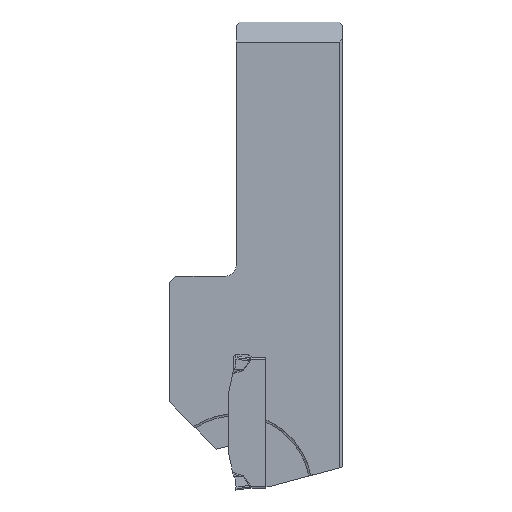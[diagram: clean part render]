
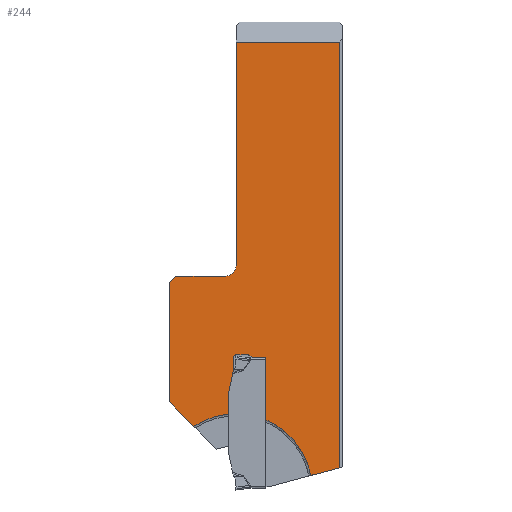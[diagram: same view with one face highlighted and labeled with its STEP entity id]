
A CAD part, left-side view. The second image highlights one B-rep face of the part: STEP entity #244.
In plain terms, the highlighted planar face has unit normal (-1, 0, 0).
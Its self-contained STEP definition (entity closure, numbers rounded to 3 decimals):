
#244=ADVANCED_FACE('SHANK_FACE_INSIDE',(#404),#349,.F.);
#349=PLANE('',#2045);
#404=FACE_OUTER_BOUND('',#511,.T.);
#511=EDGE_LOOP('',(#938,#939,#940,#941,#942,#943,#944,#945,#946,#947,#948,
#949,#950,#951,#952,#953,#954,#955,#956,#957));
#626=LINE('',#2693,#777);
#627=LINE('',#2695,#778);
#628=LINE('',#2697,#779);
#629=LINE('',#2701,#780);
#630=LINE('',#2705,#781);
#631=LINE('',#2707,#782);
#632=LINE('',#2709,#783);
#633=LINE('',#2710,#784);
#634=LINE('',#2712,#785);
#635=LINE('',#2714,#786);
#636=LINE('',#2716,#787);
#637=LINE('',#2720,#788);
#638=LINE('',#2722,#789);
#639=LINE('',#2724,#790);
#640=LINE('',#2726,#791);
#777=VECTOR('',#2205,1.);
#778=VECTOR('',#2206,1.);
#779=VECTOR('',#2207,1.);
#780=VECTOR('',#2210,1.);
#781=VECTOR('',#2213,1.);
#782=VECTOR('',#2214,1.);
#783=VECTOR('',#2215,1.);
#784=VECTOR('',#2216,1.);
#785=VECTOR('',#2217,1.);
#786=VECTOR('',#2218,1.);
#787=VECTOR('',#2219,1.);
#788=VECTOR('',#2222,1.);
#789=VECTOR('',#2223,1.);
#790=VECTOR('',#2224,1.);
#791=VECTOR('',#2225,1.);
#938=ORIENTED_EDGE('',*,*,#1676,.T.);
#939=ORIENTED_EDGE('',*,*,#1677,.T.);
#940=ORIENTED_EDGE('',*,*,#1678,.T.);
#941=ORIENTED_EDGE('',*,*,#1679,.T.);
#942=ORIENTED_EDGE('',*,*,#1680,.T.);
#943=ORIENTED_EDGE('',*,*,#1681,.T.);
#944=ORIENTED_EDGE('',*,*,#1682,.T.);
#945=ORIENTED_EDGE('',*,*,#1683,.T.);
#946=ORIENTED_EDGE('',*,*,#1684,.F.);
#947=ORIENTED_EDGE('',*,*,#1685,.T.);
#948=ORIENTED_EDGE('',*,*,#1659,.T.);
#949=ORIENTED_EDGE('',*,*,#1686,.T.);
#950=ORIENTED_EDGE('',*,*,#1687,.T.);
#951=ORIENTED_EDGE('',*,*,#1688,.F.);
#952=ORIENTED_EDGE('',*,*,#1689,.T.);
#953=ORIENTED_EDGE('',*,*,#1690,.T.);
#954=ORIENTED_EDGE('',*,*,#1691,.T.);
#955=ORIENTED_EDGE('',*,*,#1692,.T.);
#956=ORIENTED_EDGE('',*,*,#1693,.T.);
#957=ORIENTED_EDGE('',*,*,#1694,.F.);
#1481=VERTEX_POINT('',#2604);
#1482=VERTEX_POINT('',#2605);
#1496=VERTEX_POINT('',#2691);
#1497=VERTEX_POINT('',#2692);
#1498=VERTEX_POINT('',#2694);
#1499=VERTEX_POINT('',#2696);
#1500=VERTEX_POINT('',#2698);
#1501=VERTEX_POINT('',#2700);
#1502=VERTEX_POINT('',#2702);
#1503=VERTEX_POINT('',#2704);
#1504=VERTEX_POINT('',#2706);
#1505=VERTEX_POINT('',#2708);
#1506=VERTEX_POINT('',#2711);
#1507=VERTEX_POINT('',#2713);
#1508=VERTEX_POINT('',#2715);
#1509=VERTEX_POINT('',#2717);
#1510=VERTEX_POINT('',#2719);
#1511=VERTEX_POINT('',#2721);
#1512=VERTEX_POINT('',#2723);
#1513=VERTEX_POINT('',#2725);
#1659=EDGE_CURVE('',#1481,#1482,#1937,.T.);
#1676=EDGE_CURVE('',#1496,#1497,#1940,.T.);
#1677=EDGE_CURVE('',#1497,#1498,#626,.T.);
#1678=EDGE_CURVE('',#1498,#1499,#627,.T.);
#1679=EDGE_CURVE('',#1499,#1500,#628,.T.);
#1680=EDGE_CURVE('',#1500,#1501,#1941,.T.);
#1681=EDGE_CURVE('',#1501,#1502,#629,.T.);
#1682=EDGE_CURVE('',#1502,#1503,#1942,.T.);
#1683=EDGE_CURVE('',#1503,#1504,#630,.T.);
#1684=EDGE_CURVE('',#1505,#1504,#631,.T.);
#1685=EDGE_CURVE('',#1505,#1481,#632,.T.);
#1686=EDGE_CURVE('',#1482,#1506,#633,.T.);
#1687=EDGE_CURVE('',#1506,#1507,#634,.T.);
#1688=EDGE_CURVE('',#1508,#1507,#635,.T.);
#1689=EDGE_CURVE('',#1508,#1509,#636,.T.);
#1690=EDGE_CURVE('',#1509,#1510,#1943,.T.);
#1691=EDGE_CURVE('',#1510,#1511,#637,.T.);
#1692=EDGE_CURVE('',#1511,#1512,#638,.T.);
#1693=EDGE_CURVE('',#1512,#1513,#639,.T.);
#1694=EDGE_CURVE('',#1496,#1513,#640,.T.);
#1937=CIRCLE('',#2034,11.412);
#1940=CIRCLE('',#2041,11.412);
#1941=CIRCLE('',#2042,0.5);
#1942=CIRCLE('',#2043,0.5);
#1943=CIRCLE('',#2044,1.6);
#2034=AXIS2_PLACEMENT_3D('',#2603,#2179,#2180);
#2041=AXIS2_PLACEMENT_3D('',#2690,#2203,#2204);
#2042=AXIS2_PLACEMENT_3D('',#2699,#2208,#2209);
#2043=AXIS2_PLACEMENT_3D('',#2703,#2211,#2212);
#2044=AXIS2_PLACEMENT_3D('',#2718,#2220,#2221);
#2045=AXIS2_PLACEMENT_3D('',#2727,#2226,#2227);
#2179=DIRECTION('',(1.,0.,0.));
#2180=DIRECTION('',(0.,0.,-1.));
#2203=DIRECTION('',(1.,0.,0.));
#2204=DIRECTION('',(0.,0.,-1.));
#2205=DIRECTION('',(0.,0.,1.));
#2206=DIRECTION('',(0.,-0.208,0.978));
#2207=DIRECTION('',(0.,0.,1.));
#2208=DIRECTION('',(1.,0.,0.));
#2209=DIRECTION('',(0.,0.,-1.));
#2210=DIRECTION('',(0.,-1.,0.));
#2211=DIRECTION('',(1.,0.,0.));
#2212=DIRECTION('',(0.,0.,-1.));
#2213=DIRECTION('',(0.,-0.757,-0.653));
#2214=DIRECTION('',(0.,1.,0.));
#2215=DIRECTION('',(0.,0.,-1.));
#2216=DIRECTION('',(0.,-0.966,0.259));
#2217=DIRECTION('',(0.,0.,1.));
#2218=DIRECTION('',(0.,-1.,0.));
#2219=DIRECTION('',(0.,0.,-1.));
#2220=DIRECTION('',(1.,0.,0.));
#2221=DIRECTION('',(0.,0.,-1.));
#2222=DIRECTION('',(0.,1.,0.));
#2223=DIRECTION('',(0.,0.707,-0.707));
#2224=DIRECTION('',(0.,0.,-1.));
#2225=DIRECTION('',(0.,0.707,0.707));
#2226=DIRECTION('',(1.,0.,0.));
#2227=DIRECTION('',(0.,0.,-1.));
#2603=CARTESIAN_POINT('',(-15.975,16.,-70.));
#2604=CARTESIAN_POINT('',(-15.975,11.53,-59.499));
#2605=CARTESIAN_POINT('',(-15.975,4.795,-67.837));
#2690=CARTESIAN_POINT('',(-15.975,16.,-70.));
#2691=CARTESIAN_POINT('',(-15.975,22.321,-60.498));
#2692=CARTESIAN_POINT('',(-15.975,17.07,-58.638));
#2693=CARTESIAN_POINT('',(-15.975,17.07,-72.6));
#2694=CARTESIAN_POINT('',(-15.975,17.07,-55.337));
#2695=CARTESIAN_POINT('',(-15.975,21.485,-76.108));
#2696=CARTESIAN_POINT('',(-15.975,16.375,-52.067));
#2697=CARTESIAN_POINT('',(-15.975,16.375,-72.6));
#2698=CARTESIAN_POINT('',(-15.975,16.375,-50.268));
#2699=CARTESIAN_POINT('',(-15.975,15.875,-50.268));
#2700=CARTESIAN_POINT('',(-15.975,15.875,-49.768));
#2701=CARTESIAN_POINT('',(-15.975,37.988,-49.768));
#2702=CARTESIAN_POINT('',(-15.975,14.275,-49.768));
#2703=CARTESIAN_POINT('',(-15.975,14.275,-50.268));
#2704=CARTESIAN_POINT('',(-15.975,13.949,-49.889));
#2705=CARTESIAN_POINT('',(-15.975,16.49,-47.695));
#2706=CARTESIAN_POINT('',(-15.975,13.53,-50.25));
#2707=CARTESIAN_POINT('',(-15.975,37.988,-50.25));
#2708=CARTESIAN_POINT('',(-15.975,11.53,-50.25));
#2709=CARTESIAN_POINT('',(-15.975,11.53,-72.6));
#2710=CARTESIAN_POINT('',(-15.975,36.955,-76.455));
#2711=CARTESIAN_POINT('',(-15.975,0.5,-66.687));
#2712=CARTESIAN_POINT('',(-15.975,0.5,0.));
#2713=CARTESIAN_POINT('',(-15.975,0.5,-3.));
#2714=CARTESIAN_POINT('',(-15.975,158.153,-3.));
#2715=CARTESIAN_POINT('',(-15.975,15.975,-3.));
#2716=CARTESIAN_POINT('',(-15.975,15.975,-36.4));
#2717=CARTESIAN_POINT('',(-15.975,15.975,-36.4));
#2718=CARTESIAN_POINT('',(-15.975,17.575,-36.4));
#2719=CARTESIAN_POINT('',(-15.975,17.575,-38.));
#2720=CARTESIAN_POINT('',(-15.975,26.,-38.));
#2721=CARTESIAN_POINT('',(-15.975,25.,-38.));
#2722=CARTESIAN_POINT('',(-15.975,26.,-39.));
#2723=CARTESIAN_POINT('',(-15.975,26.,-39.));
#2724=CARTESIAN_POINT('',(-15.975,26.,-75.));
#2725=CARTESIAN_POINT('',(-15.975,26.,-56.819));
#2726=CARTESIAN_POINT('',(-15.975,24.103,-58.716));
#2727=CARTESIAN_POINT('',(-15.975,37.988,-72.6));
